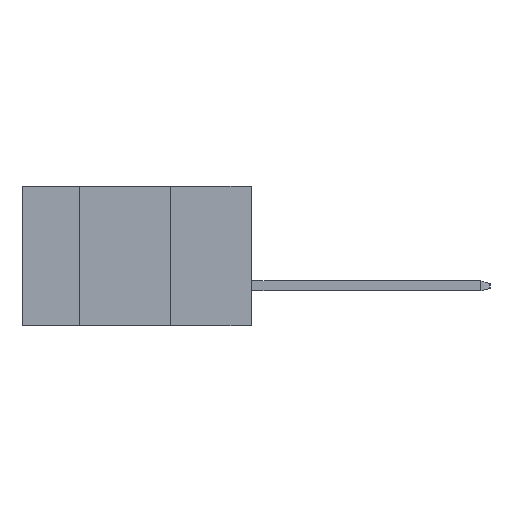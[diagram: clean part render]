
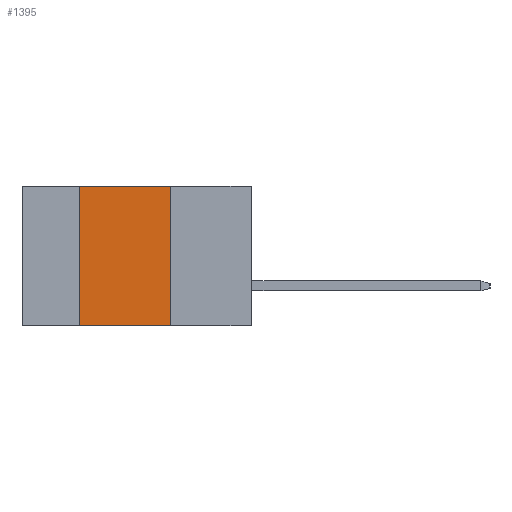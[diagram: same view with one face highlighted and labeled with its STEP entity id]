
A CAD part, left-side view. The second image highlights one B-rep face of the part: STEP entity #1395.
In plain terms, the highlighted planar face has unit normal (-1, 0, 0).
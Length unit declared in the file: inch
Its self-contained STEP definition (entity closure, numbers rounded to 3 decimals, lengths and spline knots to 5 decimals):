
#62 = EDGE_CURVE ( 'NONE', #11505, #5880, #2725, .T. ) ;
#404 = ORIENTED_EDGE ( 'NONE', *, *, #8627, .F. ) ;
#1395 = ADVANCED_FACE ( 'NONE', ( #2956 ), #4840, .F. ) ;
#1405 = CARTESIAN_POINT ( 'NONE',  ( 0., 0.254, -0.437 ) ) ;
#2077 = VECTOR ( 'NONE', #5932, 39.37008 ) ;
#2361 = VECTOR ( 'NONE', #6702, 39.37008 ) ;
#2725 = LINE ( 'NONE', #4494, #6704 ) ;
#2948 = VERTEX_POINT ( 'NONE', #9816 ) ;
#2956 = FACE_OUTER_BOUND ( 'NONE', #7639, .T. ) ;
#2979 = CARTESIAN_POINT ( 'NONE',  ( 0., 0.72, 0. ) ) ;
#3141 = ORIENTED_EDGE ( 'NONE', *, *, #10422, .F. ) ;
#3669 = LINE ( 'NONE', #11103, #9663 ) ;
#4494 = CARTESIAN_POINT ( 'NONE',  ( 0., 0.72, -0.437 ) ) ;
#4774 = ORIENTED_EDGE ( 'NONE', *, *, #4937, .F. ) ;
#4810 = LINE ( 'NONE', #2979, #2361 ) ;
#4840 = PLANE ( 'NONE',  #9864 ) ;
#4937 = EDGE_CURVE ( 'NONE', #2948, #5880, #6053, .T. ) ;
#5378 = DIRECTION ( 'NONE',  ( 0., 0., 1. ) ) ;
#5582 = VERTEX_POINT ( 'NONE', #10157 ) ;
#5880 = VERTEX_POINT ( 'NONE', #10634 ) ;
#5932 = DIRECTION ( 'NONE',  ( 0., 0., -1. ) ) ;
#5933 = CARTESIAN_POINT ( 'NONE',  ( 0., 0.72, 0. ) ) ;
#6053 = LINE ( 'NONE', #1405, #2077 ) ;
#6607 = CARTESIAN_POINT ( 'NONE',  ( 0., 0.54, -0.437 ) ) ;
#6677 = DIRECTION ( 'NONE',  ( 0., 0., -1. ) ) ;
#6702 = DIRECTION ( 'NONE',  ( 0., -1., 0. ) ) ;
#6704 = VECTOR ( 'NONE', #8144, 39.37008 ) ;
#7639 = EDGE_LOOP ( 'NONE', ( #4774, #3141, #404, #11852 ) ) ;
#8144 = DIRECTION ( 'NONE',  ( 0., -1., 0. ) ) ;
#8627 = EDGE_CURVE ( 'NONE', #11505, #5582, #3669, .T. ) ;
#9663 = VECTOR ( 'NONE', #5378, 39.37008 ) ;
#9816 = CARTESIAN_POINT ( 'NONE',  ( 0., 0.254, 0. ) ) ;
#9864 = AXIS2_PLACEMENT_3D ( 'NONE', #5933, #11477, #6677 ) ;
#10157 = CARTESIAN_POINT ( 'NONE',  ( 0., 0.54, 0. ) ) ;
#10422 = EDGE_CURVE ( 'NONE', #5582, #2948, #4810, .T. ) ;
#10634 = CARTESIAN_POINT ( 'NONE',  ( 0., 0.254, -0.437 ) ) ;
#11103 = CARTESIAN_POINT ( 'NONE',  ( 0., 0.54, -0.437 ) ) ;
#11477 = DIRECTION ( 'NONE',  ( 1., 0., 0. ) ) ;
#11505 = VERTEX_POINT ( 'NONE', #6607 ) ;
#11852 = ORIENTED_EDGE ( 'NONE', *, *, #62, .T. ) ;
